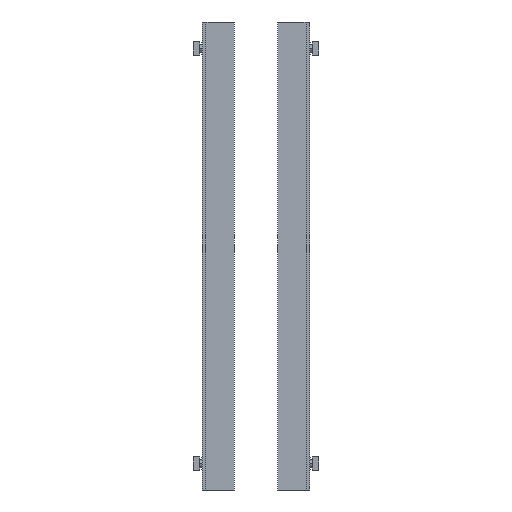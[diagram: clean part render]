
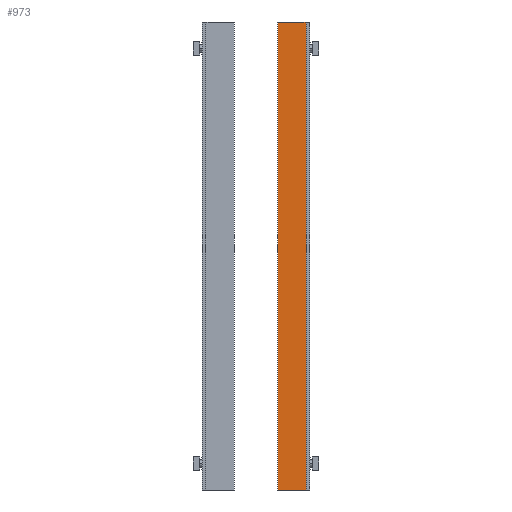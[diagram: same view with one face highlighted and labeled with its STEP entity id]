
A CAD part, front view. The second image highlights one B-rep face of the part: STEP entity #973.
In plain terms, the highlighted planar face has unit normal (0, -1, 0).
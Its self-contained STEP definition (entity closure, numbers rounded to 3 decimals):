
#25 = ORIENTED_EDGE ( 'NONE', *, *, #4042, .T. ) ;
#215 = EDGE_CURVE ( 'NONE', #1090, #1151, #1260, .T. ) ;
#220 = LINE ( 'NONE', #3613, #4429 ) ;
#228 = EDGE_LOOP ( 'NONE', ( #4080, #3862, #4333, #25 ) ) ;
#241 = EDGE_CURVE ( 'NONE', #3693, #1090, #1369, .T. ) ;
#331 = VECTOR ( 'NONE', #4358, 1000. ) ;
#468 = CARTESIAN_POINT ( 'NONE',  ( -217.5, 0., -30. ) ) ;
#478 = CARTESIAN_POINT ( 'NONE',  ( 217.5, 0., -3.5 ) ) ;
#489 = DIRECTION ( 'NONE',  ( 1., 0., 0. ) ) ;
#590 = VECTOR ( 'NONE', #2973, 1000. ) ;
#797 = PLANE ( 'NONE',  #4135 ) ;
#973 = ADVANCED_FACE ( 'NONE', ( #4284 ), #797, .T. ) ;
#983 = CARTESIAN_POINT ( 'NONE',  ( 217.5, 0., -3.5 ) ) ;
#1018 = DIRECTION ( 'NONE',  ( 0., 0., -1. ) ) ;
#1090 = VERTEX_POINT ( 'NONE', #983 ) ;
#1151 = VERTEX_POINT ( 'NONE', #2645 ) ;
#1260 = LINE ( 'NONE', #478, #331 ) ;
#1337 = DIRECTION ( 'NONE',  ( 0., 0., -1. ) ) ;
#1369 = LINE ( 'NONE', #1775, #590 ) ;
#1775 = CARTESIAN_POINT ( 'NONE',  ( -217.5, 0., -3.5 ) ) ;
#2088 = EDGE_CURVE ( 'NONE', #3693, #3708, #220, .T. ) ;
#2349 = CARTESIAN_POINT ( 'NONE',  ( -217.5, 0., -3.5 ) ) ;
#2645 = CARTESIAN_POINT ( 'NONE',  ( 217.5, 0., -30. ) ) ;
#2973 = DIRECTION ( 'NONE',  ( 1., 0., 0. ) ) ;
#3149 = CARTESIAN_POINT ( 'NONE',  ( -217.5, 0., -3.5 ) ) ;
#3613 = CARTESIAN_POINT ( 'NONE',  ( -217.5, 0., -3.5 ) ) ;
#3693 = VERTEX_POINT ( 'NONE', #3149 ) ;
#3708 = VERTEX_POINT ( 'NONE', #468 ) ;
#3862 = ORIENTED_EDGE ( 'NONE', *, *, #241, .F. ) ;
#4042 = EDGE_CURVE ( 'NONE', #3708, #1151, #4764, .T. ) ;
#4080 = ORIENTED_EDGE ( 'NONE', *, *, #215, .F. ) ;
#4135 = AXIS2_PLACEMENT_3D ( 'NONE', #2349, #4392, #1337 ) ;
#4284 = FACE_OUTER_BOUND ( 'NONE', #228, .T. ) ;
#4308 = VECTOR ( 'NONE', #489, 1000. ) ;
#4333 = ORIENTED_EDGE ( 'NONE', *, *, #2088, .T. ) ;
#4358 = DIRECTION ( 'NONE',  ( 0., 0., -1. ) ) ;
#4392 = DIRECTION ( 'NONE',  ( 0., -1., 0. ) ) ;
#4429 = VECTOR ( 'NONE', #1018, 1000. ) ;
#4442 = CARTESIAN_POINT ( 'NONE',  ( -217.5, 0., -30. ) ) ;
#4764 = LINE ( 'NONE', #4442, #4308 ) ;
